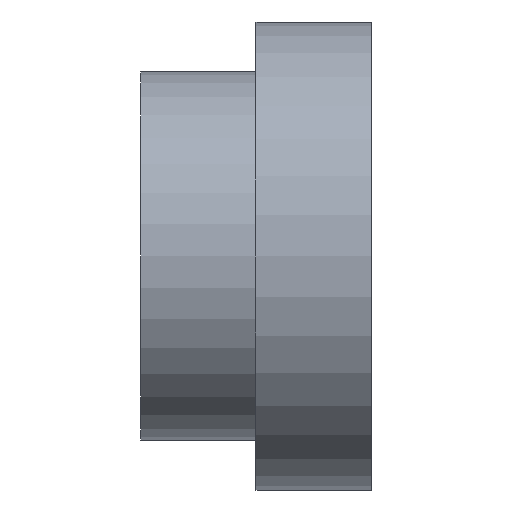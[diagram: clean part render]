
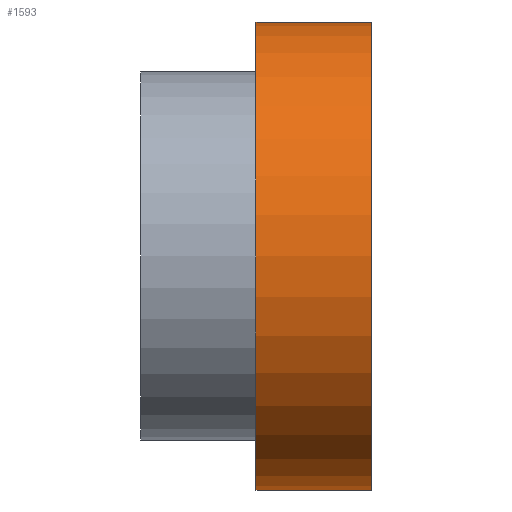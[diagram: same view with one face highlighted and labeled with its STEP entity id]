
A CAD part, left-side view. The second image highlights one B-rep face of the part: STEP entity #1593.
In plain terms, the highlighted cylindrical face has radius 6.013 mm (diameter 12.027 mm), a partial arc.
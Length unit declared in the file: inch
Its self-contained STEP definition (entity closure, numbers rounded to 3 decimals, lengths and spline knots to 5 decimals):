
#72 = AXIS2_PLACEMENT_3D ( 'NONE', #189, #949, #1514 ) ;
#122 = CIRCLE ( 'NONE', #1299, 0.23675 ) ;
#189 = CARTESIAN_POINT ( 'NONE',  ( 0., 0.1165, 0. ) ) ;
#228 = LINE ( 'NONE', #250, #1672 ) ;
#230 = DIRECTION ( 'NONE',  ( 0., -1., 0. ) ) ;
#250 = CARTESIAN_POINT ( 'NONE',  ( 0., 0.1165, -0.23675 ) ) ;
#291 = AXIS2_PLACEMENT_3D ( 'NONE', #1370, #230, #1550 ) ;
#454 = ORIENTED_EDGE ( 'NONE', *, *, #1210, .F. ) ;
#514 = CARTESIAN_POINT ( 'NONE',  ( 0., 0., 0. ) ) ;
#595 = CYLINDRICAL_SURFACE ( 'NONE', #72, 0.23675 ) ;
#701 = DIRECTION ( 'NONE',  ( 0., 0., -1. ) ) ;
#702 = ORIENTED_EDGE ( 'NONE', *, *, #1109, .T. ) ;
#782 = CARTESIAN_POINT ( 'NONE',  ( 0., 0.1165, 0.23675 ) ) ;
#889 = DIRECTION ( 'NONE',  ( 0., -1., 0. ) ) ;
#930 = CARTESIAN_POINT ( 'NONE',  ( 0., 0., 0.23675 ) ) ;
#949 = DIRECTION ( 'NONE',  ( 0., -1., 0. ) ) ;
#982 = ORIENTED_EDGE ( 'NONE', *, *, #1203, .F. ) ;
#1021 = VERTEX_POINT ( 'NONE', #1139 ) ;
#1068 = VECTOR ( 'NONE', #889, 39.37008 ) ;
#1088 = VERTEX_POINT ( 'NONE', #782 ) ;
#1109 = EDGE_CURVE ( 'NONE', #1088, #1021, #2290, .T. ) ;
#1139 = CARTESIAN_POINT ( 'NONE',  ( 0., 0.1165, -0.23675 ) ) ;
#1203 = EDGE_CURVE ( 'NONE', #1358, #2178, #122, .T. ) ;
#1210 = EDGE_CURVE ( 'NONE', #1088, #1358, #1559, .T. ) ;
#1241 = CARTESIAN_POINT ( 'NONE',  ( 0., 0., -0.23675 ) ) ;
#1299 = AXIS2_PLACEMENT_3D ( 'NONE', #514, #1821, #701 ) ;
#1358 = VERTEX_POINT ( 'NONE', #930 ) ;
#1370 = CARTESIAN_POINT ( 'NONE',  ( 0., 0.1165, 0. ) ) ;
#1514 = DIRECTION ( 'NONE',  ( 0., 0., -1. ) ) ;
#1550 = DIRECTION ( 'NONE',  ( 0., 0., -1. ) ) ;
#1559 = LINE ( 'NONE', #1567, #1068 ) ;
#1567 = CARTESIAN_POINT ( 'NONE',  ( 0., 0.1165, 0.23675 ) ) ;
#1593 = ADVANCED_FACE ( 'NONE', ( #1598 ), #595, .T. ) ;
#1598 = FACE_OUTER_BOUND ( 'NONE', #2386, .T. ) ;
#1672 = VECTOR ( 'NONE', #2314, 39.37008 ) ;
#1821 = DIRECTION ( 'NONE',  ( 0., -1., 0. ) ) ;
#2075 = EDGE_CURVE ( 'NONE', #1021, #2178, #228, .T. ) ;
#2178 = VERTEX_POINT ( 'NONE', #1241 ) ;
#2274 = ORIENTED_EDGE ( 'NONE', *, *, #2075, .T. ) ;
#2290 = CIRCLE ( 'NONE', #291, 0.23675 ) ;
#2314 = DIRECTION ( 'NONE',  ( 0., -1., 0. ) ) ;
#2386 = EDGE_LOOP ( 'NONE', ( #454, #702, #2274, #982 ) ) ;
